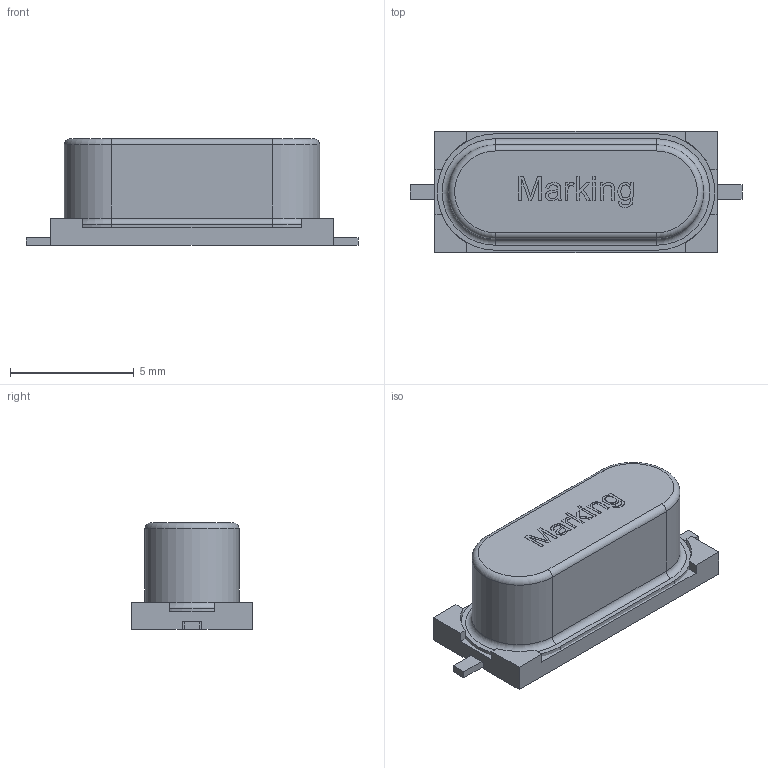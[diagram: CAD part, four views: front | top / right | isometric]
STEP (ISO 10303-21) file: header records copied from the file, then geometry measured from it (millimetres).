
FILE_DESCRIPTION(/* description */ ('Unknown'),/* implementation_level */ '2;1');
FILE_NAME(/* name */ '8300xxxxxB_13,4x4,9x4,3',/* time_stamp */ '2018-08-22T15:21:53+02:00',/* author */ ('Unknown'),/* organization */ ('Unknown'),/* preprocessor_version */ 'ST-DEVELOPER v16.7',/* originating_system */ 'DEX',/* authorisation */ $);
FILE_SCHEMA (('AUTOMOTIVE_DESIGN {1 0 10303 214 3 1 1}'));
Length unit declared in the file: millimetre
Products named in the file (3): 13,4x4,9x4,3; Base; Housing
Assembly tree (2 placements, depth 2):
  13,4x4,9x4,3
    Base
    Housing
Bounding box: 13.4 x 4.9 x 4.3 mm (x, y, z)
Volume: 177.1 mm3; surface area: 348.1 mm2
Topology: 2 solids, 2 shells, 141 faces, 370 edges, 244 vertices
Faces by surface type: plane 105, cylinder 16, bspline 16, torus 4
Entity records: 3750 total; most frequent: CARTESIAN_POINT 1074, ORIENTED_EDGE 738, EDGE_CURVE 369, VERTEX_POINT 244, LINE 195, EDGE_LOOP 157, FACE_BOUND 157, ADVANCED_FACE 141
